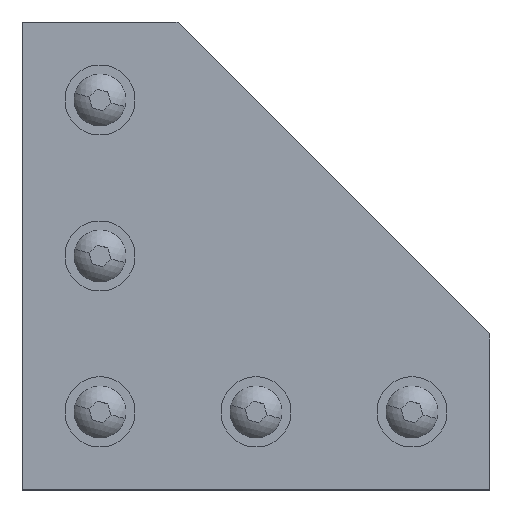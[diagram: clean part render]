
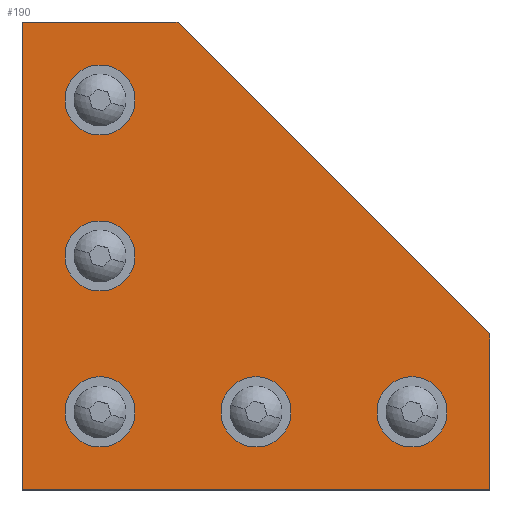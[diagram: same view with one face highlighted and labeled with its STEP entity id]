
A CAD part, top view. The second image highlights one B-rep face of the part: STEP entity #190.
In plain terms, the highlighted planar face has unit normal (0, 0, 1).
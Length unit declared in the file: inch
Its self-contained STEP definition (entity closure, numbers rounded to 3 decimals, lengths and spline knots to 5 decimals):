
#6 = EDGE_CURVE ( 'NONE', #1738, #343, #411, .T. ) ;
#11 = ORIENTED_EDGE ( 'NONE', *, *, #336, .F. ) ;
#15 = EDGE_CURVE ( 'NONE', #43, #373, #485, .T. ) ;
#20 = ORIENTED_EDGE ( 'NONE', *, *, #6, .F. ) ;
#38 = EDGE_LOOP ( 'NONE', ( #194, #1239 ) ) ;
#43 = VERTEX_POINT ( 'NONE', #667 ) ;
#51 = EDGE_CURVE ( 'NONE', #373, #43, #739, .T. ) ;
#61 = VERTEX_POINT ( 'NONE', #928 ) ;
#83 = VERTEX_POINT ( 'NONE', #1122 ) ;
#89 = ORIENTED_EDGE ( 'NONE', *, *, #2163, .T. ) ;
#100 = ORIENTED_EDGE ( 'NONE', *, *, #2179, .T. ) ;
#129 = VERTEX_POINT ( 'NONE', #825 ) ;
#136 = EDGE_LOOP ( 'NONE', ( #100, #89, #2154, #1774, #249 ) ) ;
#144 = VERTEX_POINT ( 'NONE', #439 ) ;
#157 = VERTEX_POINT ( 'NONE', #511 ) ;
#158 = EDGE_CURVE ( 'NONE', #129, #144, #528, .T. ) ;
#163 = EDGE_CURVE ( 'NONE', #2217, #248, #550, .T. ) ;
#169 = EDGE_CURVE ( 'NONE', #61, #157, #590, .T. ) ;
#170 = EDGE_LOOP ( 'NONE', ( #1654, #2155 ) ) ;
#190 = ADVANCED_FACE ( 'NONE', ( #681, #682, #683, #684, #685, #686 ), #687, .F. ) ;
#194 = ORIENTED_EDGE ( 'NONE', *, *, #1621, .F. ) ;
#220 = EDGE_LOOP ( 'NONE', ( #11, #273 ) ) ;
#227 = VERTEX_POINT ( 'NONE', #1018 ) ;
#248 = VERTEX_POINT ( 'NONE', #1121 ) ;
#249 = ORIENTED_EDGE ( 'NONE', *, *, #278, .T. ) ;
#267 = VERTEX_POINT ( 'NONE', #1179 ) ;
#273 = ORIENTED_EDGE ( 'NONE', *, *, #169, .F. ) ;
#278 = EDGE_CURVE ( 'NONE', #83, #2166, #1207, .T. ) ;
#279 = EDGE_CURVE ( 'NONE', #248, #83, #1211, .T. ) ;
#282 = EDGE_CURVE ( 'NONE', #353, #267, #1219, .T. ) ;
#336 = EDGE_CURVE ( 'NONE', #157, #61, #827, .T. ) ;
#343 = VERTEX_POINT ( 'NONE', #885 ) ;
#353 = VERTEX_POINT ( 'NONE', #937 ) ;
#370 = EDGE_CURVE ( 'NONE', #267, #353, #451, .T. ) ;
#373 = VERTEX_POINT ( 'NONE', #461 ) ;
#411 = CIRCLE ( 'NONE', #412, 0.164 ) ;
#412 = AXIS2_PLACEMENT_3D ( 'NONE', #413, #414, #415 ) ;
#413 = CARTESIAN_POINT ( 'NONE',  ( 0.75, 0.75, 0.25 ) ) ;
#414 = DIRECTION ( 'NONE',  ( 0., 0., 1. ) ) ;
#415 = DIRECTION ( 'NONE',  ( 1., 0., 0. ) ) ;
#424 = LINE ( 'NONE', #425, #428 ) ;
#425 = CARTESIAN_POINT ( 'NONE',  ( 4.5, 1.5, 0.25 ) ) ;
#428 = VECTOR ( 'NONE', #429, 39.37008 ) ;
#429 = DIRECTION ( 'NONE',  ( 0., 1., 0. ) ) ;
#439 = CARTESIAN_POINT ( 'NONE',  ( 0.914, 2.25, 0.25 ) ) ;
#451 = CIRCLE ( 'NONE', #452, 0.164 ) ;
#452 = AXIS2_PLACEMENT_3D ( 'NONE', #453, #454, #455 ) ;
#453 = CARTESIAN_POINT ( 'NONE',  ( 0.75, 3.75, 0.25 ) ) ;
#454 = DIRECTION ( 'NONE',  ( 0., 0., 1. ) ) ;
#455 = DIRECTION ( 'NONE',  ( 1., 0., 0. ) ) ;
#456 = CARTESIAN_POINT ( 'NONE',  ( 0., 0., 0.25 ) ) ;
#461 = CARTESIAN_POINT ( 'NONE',  ( 2.086, 0.75, 0.25 ) ) ;
#485 = CIRCLE ( 'NONE', #486, 0.164 ) ;
#486 = AXIS2_PLACEMENT_3D ( 'NONE', #487, #488, #489 ) ;
#487 = CARTESIAN_POINT ( 'NONE',  ( 2.25, 0.75, 0.25 ) ) ;
#488 = DIRECTION ( 'NONE',  ( 0., 0., 1. ) ) ;
#489 = DIRECTION ( 'NONE',  ( 1., 0., 0. ) ) ;
#511 = CARTESIAN_POINT ( 'NONE',  ( 3.914, 0.75, 0.25 ) ) ;
#528 = CIRCLE ( 'NONE', #529, 0.164 ) ;
#529 = AXIS2_PLACEMENT_3D ( 'NONE', #530, #531, #532 ) ;
#530 = CARTESIAN_POINT ( 'NONE',  ( 0.75, 2.25, 0.25 ) ) ;
#531 = DIRECTION ( 'NONE',  ( 0., 0., 1. ) ) ;
#532 = DIRECTION ( 'NONE',  ( 1., 0., 0. ) ) ;
#545 = LINE ( 'NONE', #546, #547 ) ;
#546 = CARTESIAN_POINT ( 'NONE',  ( 4.5, 0., 0.25 ) ) ;
#547 = VECTOR ( 'NONE', #548, 39.37008 ) ;
#548 = DIRECTION ( 'NONE',  ( 1., 0., 0. ) ) ;
#550 = LINE ( 'NONE', #551, #552 ) ;
#551 = CARTESIAN_POINT ( 'NONE',  ( 1.5, 4.5, 0.25 ) ) ;
#552 = VECTOR ( 'NONE', #553, 39.37008 ) ;
#553 = DIRECTION ( 'NONE',  ( -0.707, 0.707, 0. ) ) ;
#590 = CIRCLE ( 'NONE', #591, 0.164 ) ;
#591 = AXIS2_PLACEMENT_3D ( 'NONE', #592, #593, #594 ) ;
#592 = CARTESIAN_POINT ( 'NONE',  ( 3.75, 0.75, 0.25 ) ) ;
#593 = DIRECTION ( 'NONE',  ( 0., 0., 1. ) ) ;
#594 = DIRECTION ( 'NONE',  ( 1., 0., 0. ) ) ;
#667 = CARTESIAN_POINT ( 'NONE',  ( 2.414, 0.75, 0.25 ) ) ;
#681 = FACE_BOUND ( 'NONE', #170, .T. ) ;
#682 = FACE_BOUND ( 'NONE', #38, .T. ) ;
#683 = FACE_BOUND ( 'NONE', #1498, .T. ) ;
#684 = FACE_BOUND ( 'NONE', #765, .T. ) ;
#685 = FACE_OUTER_BOUND ( 'NONE', #136, .T. ) ;
#686 = FACE_BOUND ( 'NONE', #220, .T. ) ;
#687 = PLANE ( 'NONE',  #688 ) ;
#688 = AXIS2_PLACEMENT_3D ( 'NONE', #689, #690, #691 ) ;
#689 = CARTESIAN_POINT ( 'NONE',  ( 0., 0., 0.25 ) ) ;
#690 = DIRECTION ( 'NONE',  ( 0., 0., -1. ) ) ;
#691 = DIRECTION ( 'NONE',  ( -1., 0., 0. ) ) ;
#739 = CIRCLE ( 'NONE', #740, 0.164 ) ;
#740 = AXIS2_PLACEMENT_3D ( 'NONE', #741, #742, #743 ) ;
#741 = CARTESIAN_POINT ( 'NONE',  ( 2.25, 0.75, 0.25 ) ) ;
#742 = DIRECTION ( 'NONE',  ( 0., 0., 1. ) ) ;
#743 = DIRECTION ( 'NONE',  ( 1., 0., 0. ) ) ;
#765 = EDGE_LOOP ( 'NONE', ( #2204, #20 ) ) ;
#825 = CARTESIAN_POINT ( 'NONE',  ( 0.586, 2.25, 0.25 ) ) ;
#826 = CARTESIAN_POINT ( 'NONE',  ( 4.5, 1.5, 0.25 ) ) ;
#827 = CIRCLE ( 'NONE', #828, 0.164 ) ;
#828 = AXIS2_PLACEMENT_3D ( 'NONE', #829, #830, #833 ) ;
#829 = CARTESIAN_POINT ( 'NONE',  ( 3.75, 0.75, 0.25 ) ) ;
#830 = DIRECTION ( 'NONE',  ( 0., 0., 1. ) ) ;
#832 = ORIENTED_EDGE ( 'NONE', *, *, #15, .F. ) ;
#833 = DIRECTION ( 'NONE',  ( 1., 0., 0. ) ) ;
#885 = CARTESIAN_POINT ( 'NONE',  ( 0.914, 0.75, 0.25 ) ) ;
#918 = ORIENTED_EDGE ( 'NONE', *, *, #51, .F. ) ;
#928 = CARTESIAN_POINT ( 'NONE',  ( 3.586, 0.75, 0.25 ) ) ;
#937 = CARTESIAN_POINT ( 'NONE',  ( 0.914, 3.75, 0.25 ) ) ;
#1018 = CARTESIAN_POINT ( 'NONE',  ( 4.5, 0., 0.25 ) ) ;
#1121 = CARTESIAN_POINT ( 'NONE',  ( 1.5, 4.5, 0.25 ) ) ;
#1122 = CARTESIAN_POINT ( 'NONE',  ( 0., 4.5, 0.25 ) ) ;
#1179 = CARTESIAN_POINT ( 'NONE',  ( 0.586, 3.75, 0.25 ) ) ;
#1180 = CIRCLE ( 'NONE', #1181, 0.164 ) ;
#1181 = AXIS2_PLACEMENT_3D ( 'NONE', #1182, #1183, #1184 ) ;
#1182 = CARTESIAN_POINT ( 'NONE',  ( 0.75, 2.25, 0.25 ) ) ;
#1183 = DIRECTION ( 'NONE',  ( 0., 0., 1. ) ) ;
#1184 = DIRECTION ( 'NONE',  ( 1., 0., 0. ) ) ;
#1207 = LINE ( 'NONE', #1208, #1209 ) ;
#1208 = CARTESIAN_POINT ( 'NONE',  ( 0., 0., 0.25 ) ) ;
#1209 = VECTOR ( 'NONE', #1210, 39.37008 ) ;
#1210 = DIRECTION ( 'NONE',  ( 0., -1., 0. ) ) ;
#1211 = LINE ( 'NONE', #1212, #1213 ) ;
#1212 = CARTESIAN_POINT ( 'NONE',  ( 0., 4.5, 0.25 ) ) ;
#1213 = VECTOR ( 'NONE', #1214, 39.37008 ) ;
#1214 = DIRECTION ( 'NONE',  ( -1., 0., 0. ) ) ;
#1219 = CIRCLE ( 'NONE', #1220, 0.164 ) ;
#1220 = AXIS2_PLACEMENT_3D ( 'NONE', #1223, #1224, #1225 ) ;
#1223 = CARTESIAN_POINT ( 'NONE',  ( 0.75, 3.75, 0.25 ) ) ;
#1224 = DIRECTION ( 'NONE',  ( 0., 0., 1. ) ) ;
#1225 = DIRECTION ( 'NONE',  ( 1., 0., 0. ) ) ;
#1239 = ORIENTED_EDGE ( 'NONE', *, *, #158, .F. ) ;
#1249 = CARTESIAN_POINT ( 'NONE',  ( 0.586, 0.75, 0.25 ) ) ;
#1345 = CIRCLE ( 'NONE', #1346, 0.164 ) ;
#1346 = AXIS2_PLACEMENT_3D ( 'NONE', #1347, #1348, #1349 ) ;
#1347 = CARTESIAN_POINT ( 'NONE',  ( 0.75, 0.75, 0.25 ) ) ;
#1348 = DIRECTION ( 'NONE',  ( 0., 0., 1. ) ) ;
#1349 = DIRECTION ( 'NONE',  ( 1., 0., 0. ) ) ;
#1498 = EDGE_LOOP ( 'NONE', ( #832, #918 ) ) ;
#1621 = EDGE_CURVE ( 'NONE', #144, #129, #1180, .T. ) ;
#1654 = ORIENTED_EDGE ( 'NONE', *, *, #282, .F. ) ;
#1738 = VERTEX_POINT ( 'NONE', #1249 ) ;
#1774 = ORIENTED_EDGE ( 'NONE', *, *, #279, .T. ) ;
#1912 = EDGE_CURVE ( 'NONE', #343, #1738, #1345, .T. ) ;
#2154 = ORIENTED_EDGE ( 'NONE', *, *, #163, .T. ) ;
#2155 = ORIENTED_EDGE ( 'NONE', *, *, #370, .F. ) ;
#2163 = EDGE_CURVE ( 'NONE', #227, #2217, #424, .T. ) ;
#2166 = VERTEX_POINT ( 'NONE', #456 ) ;
#2179 = EDGE_CURVE ( 'NONE', #2166, #227, #545, .T. ) ;
#2204 = ORIENTED_EDGE ( 'NONE', *, *, #1912, .F. ) ;
#2217 = VERTEX_POINT ( 'NONE', #826 ) ;
